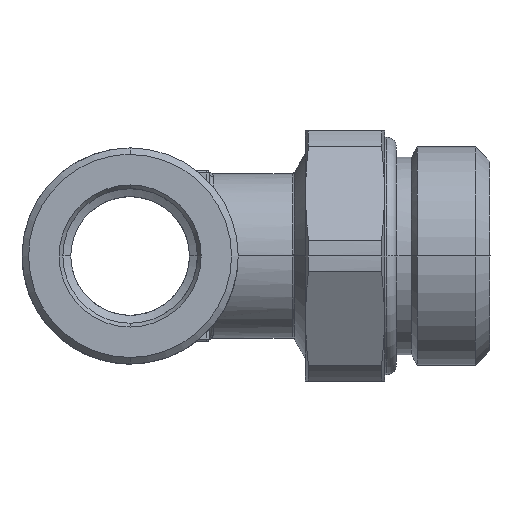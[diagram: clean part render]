
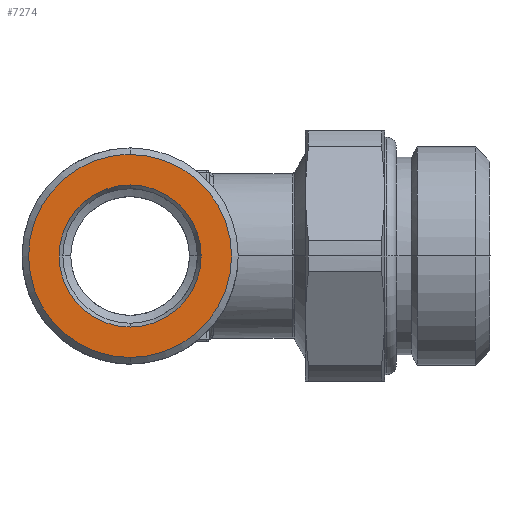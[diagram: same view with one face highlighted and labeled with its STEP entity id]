
A CAD part, left-side view. The second image highlights one B-rep face of the part: STEP entity #7274.
In plain terms, the highlighted planar face has unit normal (-1, 0, 0).
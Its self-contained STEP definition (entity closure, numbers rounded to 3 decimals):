
#4862=CARTESIAN_POINT('Vertex',(-29.6,0.,5.389)) ;
#4865=CARTESIAN_POINT('Axis2P3D Location',(-29.6,0.,0.)) ;
#4869=CARTESIAN_POINT('Vertex',(-29.6,0.,-5.389)) ;
#4890=CARTESIAN_POINT('Axis2P3D Location',(-29.6,0.,0.)) ;
#7229=CARTESIAN_POINT('Axis2P3D Location',(-29.6,0.,0.)) ;
#7235=CARTESIAN_POINT('Control Point',(-29.6,0.,-7.7)) ;
#7236=CARTESIAN_POINT('Control Point',(-29.6,0.816,-7.7)) ;
#7237=CARTESIAN_POINT('Control Point',(-29.6,1.631,-7.592)) ;
#7238=CARTESIAN_POINT('Control Point',(-29.6,2.428,-7.376)) ;
#7239=CARTESIAN_POINT('Control Point',(-29.6,3.945,-6.738)) ;
#7240=CARTESIAN_POINT('Control Point',(-29.6,5.243,-5.728)) ;
#7241=CARTESIAN_POINT('Control Point',(-29.6,5.822,-5.139)) ;
#7242=CARTESIAN_POINT('Control Point',(-29.6,6.809,-3.822)) ;
#7243=CARTESIAN_POINT('Control Point',(-29.6,7.419,-2.294)) ;
#7244=CARTESIAN_POINT('Control Point',(-29.6,7.62,-1.493)) ;
#7245=CARTESIAN_POINT('Control Point',(-29.6,7.807,0.142)) ;
#7246=CARTESIAN_POINT('Control Point',(-29.6,7.561,1.769)) ;
#7247=CARTESIAN_POINT('Control Point',(-29.6,7.331,2.561)) ;
#7248=CARTESIAN_POINT('Control Point',(-29.6,6.666,4.066)) ;
#7249=CARTESIAN_POINT('Control Point',(-29.6,5.632,5.346)) ;
#7250=CARTESIAN_POINT('Control Point',(-29.6,5.032,5.914)) ;
#7251=CARTESIAN_POINT('Control Point',(-29.6,3.744,6.844)) ;
#7252=CARTESIAN_POINT('Control Point',(-29.6,2.264,7.419)) ;
#7253=CARTESIAN_POINT('Control Point',(-29.6,1.52,7.606)) ;
#7254=CARTESIAN_POINT('Control Point',(-29.6,0.76,7.7)) ;
#7255=CARTESIAN_POINT('Control Point',(-29.6,0.,7.7)) ;
#7256=CARTESIAN_POINT('Vertex',(-29.6,0.,-7.7)) ;
#7258=CARTESIAN_POINT('Vertex',(-29.6,0.,7.7)) ;
#7261=CARTESIAN_POINT('Axis2P3D Location',(-29.6,0.,0.)) ;
#4866=DIRECTION('Axis2P3D Direction',(-1.,0.,0.)) ;
#4891=DIRECTION('Axis2P3D Direction',(-1.,0.,0.)) ;
#7230=DIRECTION('Axis2P3D Direction',(-1.,0.,0.)) ;
#7231=DIRECTION('Axis2P3D XDirection',(0.,0.,1.)) ;
#7262=DIRECTION('Axis2P3D Direction',(-1.,0.,0.)) ;
#4867=AXIS2_PLACEMENT_3D('Circle Axis2P3D',#4865,#4866,$) ;
#4892=AXIS2_PLACEMENT_3D('Circle Axis2P3D',#4890,#4891,$) ;
#7232=AXIS2_PLACEMENT_3D('Plane Axis2P3D',#7229,#7230,#7231) ;
#7263=AXIS2_PLACEMENT_3D('Circle Axis2P3D',#7261,#7262,$) ;
#7267=ORIENTED_EDGE('',*,*,#7260,.F.) ;
#7268=ORIENTED_EDGE('',*,*,#7265,.T.) ;
#7271=ORIENTED_EDGE('',*,*,#4894,.F.) ;
#7272=ORIENTED_EDGE('',*,*,#4871,.T.) ;
#7273=FACE_BOUND('',#7270,.T.) ;
#7274=ADVANCED_FACE('PR417B-10G38',(#7269,#7273),#7233,.T.) ;
#7234=B_SPLINE_CURVE_WITH_KNOTS('',5,(#7235,#7236,#7237,#7238,#7239,#7240,#7241,#7242,#7243,#7244,#7245,#7246,#7247,#7248,#7249,#7250,#7251,#7252,#7253,#7254,#7255),.UNSPECIFIED.,.F.,.U.,(6,3,3,3,3,3,6),(0.,5.767,11.535,17.302,23.07,28.837,34.21),.UNSPECIFIED.) ;
#4868=CIRCLE('generated circle',#4867,5.389) ;
#4893=CIRCLE('generated circle',#4892,5.389) ;
#7264=CIRCLE('generated circle',#7263,7.7) ;
#4871=EDGE_CURVE('',#4870,#4863,#4868,.F.) ;
#4894=EDGE_CURVE('',#4870,#4863,#4893,.T.) ;
#7260=EDGE_CURVE('',#7257,#7259,#7234,.T.) ;
#7265=EDGE_CURVE('',#7257,#7259,#7264,.T.) ;
#7266=EDGE_LOOP('',(#7267,#7268)) ;
#7270=EDGE_LOOP('',(#7271,#7272)) ;
#7269=FACE_OUTER_BOUND('',#7266,.T.) ;
#7233=PLANE('',#7232) ;
#4863=VERTEX_POINT('',#4862) ;
#4870=VERTEX_POINT('',#4869) ;
#7257=VERTEX_POINT('',#7256) ;
#7259=VERTEX_POINT('',#7258) ;
